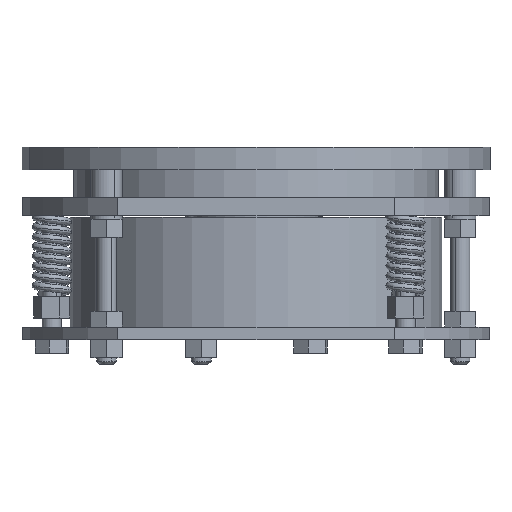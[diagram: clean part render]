
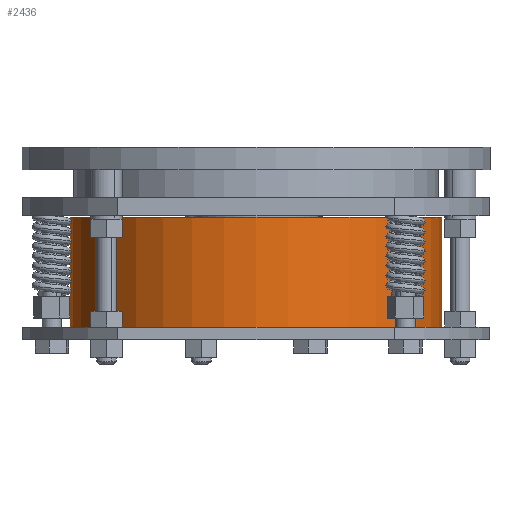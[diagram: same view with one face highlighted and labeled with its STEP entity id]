
A CAD part, front view. The second image highlights one B-rep face of the part: STEP entity #2436.
In plain terms, the highlighted cylindrical face has radius 47.5 mm (diameter 95 mm), a partial arc.
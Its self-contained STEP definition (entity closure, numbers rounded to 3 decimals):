
#370 = VERTEX_POINT ( 'NONE', #3495 ) ;
#1619 = EDGE_CURVE ( 'NONE', #1661, #1620, #5602, .T. ) ;
#1620 = VERTEX_POINT ( 'NONE', #5598 ) ;
#1661 = VERTEX_POINT ( 'NONE', #5693 ) ;
#1680 = VERTEX_POINT ( 'NONE', #5722 ) ;
#1696 = EDGE_CURVE ( 'NONE', #1680, #370, #5752, .T. ) ;
#2280 = EDGE_CURVE ( 'NONE', #370, #1620, #9607, .T. ) ;
#2436 = ADVANCED_FACE ( 'NONE', ( #9852 ), #9848, .T. ) ;
#2437 = EDGE_LOOP ( 'NONE', ( #2438, #2439, #2441, #2442 ) ) ;
#2438 = ORIENTED_EDGE ( 'NONE', *, *, #1619, .F. ) ;
#2439 = ORIENTED_EDGE ( 'NONE', *, *, #2440, .F. ) ;
#2440 = EDGE_CURVE ( 'NONE', #1680, #1661, #9846, .T. ) ;
#2441 = ORIENTED_EDGE ( 'NONE', *, *, #1696, .T. ) ;
#2442 = ORIENTED_EDGE ( 'NONE', *, *, #2280, .T. ) ;
#3495 = CARTESIAN_POINT ( 'NONE',  ( -47.5, 0., 3.2 ) ) ;
#5598 = CARTESIAN_POINT ( 'NONE',  ( 47.5, 0., 3.2 ) ) ;
#5599 = DIRECTION ( 'NONE',  ( 0., 0., -1. ) ) ;
#5600 = VECTOR ( 'NONE', #5599, 1000. ) ;
#5601 = CARTESIAN_POINT ( 'NONE',  ( 47.5, 0., 31.3 ) ) ;
#5602 = LINE ( 'NONE', #5601, #5600 ) ;
#5693 = CARTESIAN_POINT ( 'NONE',  ( 47.5, 0., 31.3 ) ) ;
#5722 = CARTESIAN_POINT ( 'NONE',  ( -47.5, 0., 31.3 ) ) ;
#5749 = DIRECTION ( 'NONE',  ( 0., 0., -1. ) ) ;
#5750 = VECTOR ( 'NONE', #5749, 1000. ) ;
#5751 = CARTESIAN_POINT ( 'NONE',  ( -47.5, 0., 31.3 ) ) ;
#5752 = LINE ( 'NONE', #5751, #5750 ) ;
#9603 = DIRECTION ( 'NONE',  ( 1., 0., 0. ) ) ;
#9604 = DIRECTION ( 'NONE',  ( 0., 0., 1. ) ) ;
#9605 = CARTESIAN_POINT ( 'NONE',  ( 0., 0., 3.2 ) ) ;
#9606 = AXIS2_PLACEMENT_3D ( 'NONE', #9605, #9604, #9603 ) ;
#9607 = CIRCLE ( 'NONE', #9606, 47.5 ) ;
#9841 = CARTESIAN_POINT ( 'NONE',  ( 0., 0., 31.3 ) ) ;
#9842 = AXIS2_PLACEMENT_3D ( 'NONE', #9841, #9902, #9901 ) ;
#9843 = DIRECTION ( 'NONE',  ( -1., 0., 0. ) ) ;
#9844 = DIRECTION ( 'NONE',  ( 0., 0., -1. ) ) ;
#9845 = AXIS2_PLACEMENT_3D ( 'NONE', #9847, #9844, #9843 ) ;
#9846 = CIRCLE ( 'NONE', #9842, 47.5 ) ;
#9847 = CARTESIAN_POINT ( 'NONE',  ( 0., 0., 31.3 ) ) ;
#9848 = CYLINDRICAL_SURFACE ( 'NONE', #9845, 47.5 ) ;
#9852 = FACE_OUTER_BOUND ( 'NONE', #2437, .T. ) ;
#9901 = DIRECTION ( 'NONE',  ( 1., 0., 0. ) ) ;
#9902 = DIRECTION ( 'NONE',  ( 0., 0., 1. ) ) ;
